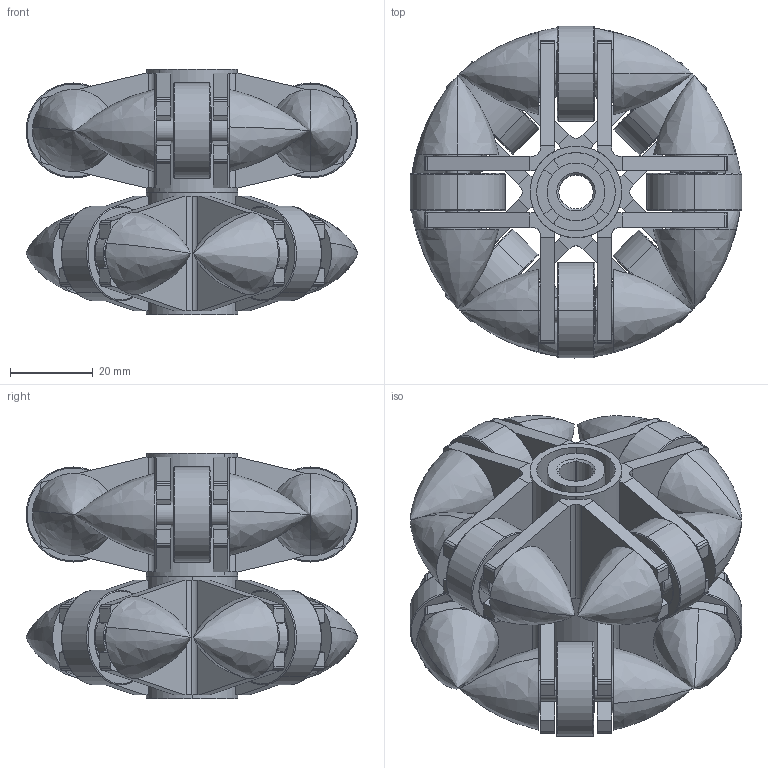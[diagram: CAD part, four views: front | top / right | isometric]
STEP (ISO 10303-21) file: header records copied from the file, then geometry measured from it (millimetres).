
FILE_DESCRIPTION((''),'2;1');
FILE_NAME('Omni Wheel.stp','2007-12-09T15:58:16',('Owner'),(''),'Autodesk Inventor (R) 6.0','Autodesk Inventor (R) 6.0','');
FILE_SCHEMA(('AUTOMOTIVE_DESIGN { 1 0 10303 214 1 1 1 1 }'));
Length unit declared in the file: millimetre
Products named in the file (6): Omni Wheel; Omni Wheel Hub; Omni Wheel Roller2; Omni Wheel Roller; Omni Wheel Pin; Omni Wheel Spacer
Assembly tree (38 placements, depth 2):
  Omni Wheel
    Omni Wheel Hub  x5
    Omni Wheel Roller2  x16
    Omni Wheel Roller  x8
    Omni Wheel Pin  x8
    Omni Wheel Spacer
Bounding box: 80.29 x 80.29 x 59.5 mm (x, y, z)
Volume: 183836.4 mm3; surface area: 130293.3 mm2
Topology: 38 solids, 38 shells, 1384 faces, 3594 edges, 2336 vertices
Faces by surface type: bspline 464, plane 392, cylinder 380, torus 96, cone 52
Entity records: 9151 total; most frequent: CARTESIAN_POINT 2053, DIRECTION 1470, ORIENTED_EDGE 1434, EDGE_CURVE 717, AXIS2_PLACEMENT_3D 523, VERTEX_POINT 472, VECTOR 424, LINE 424
